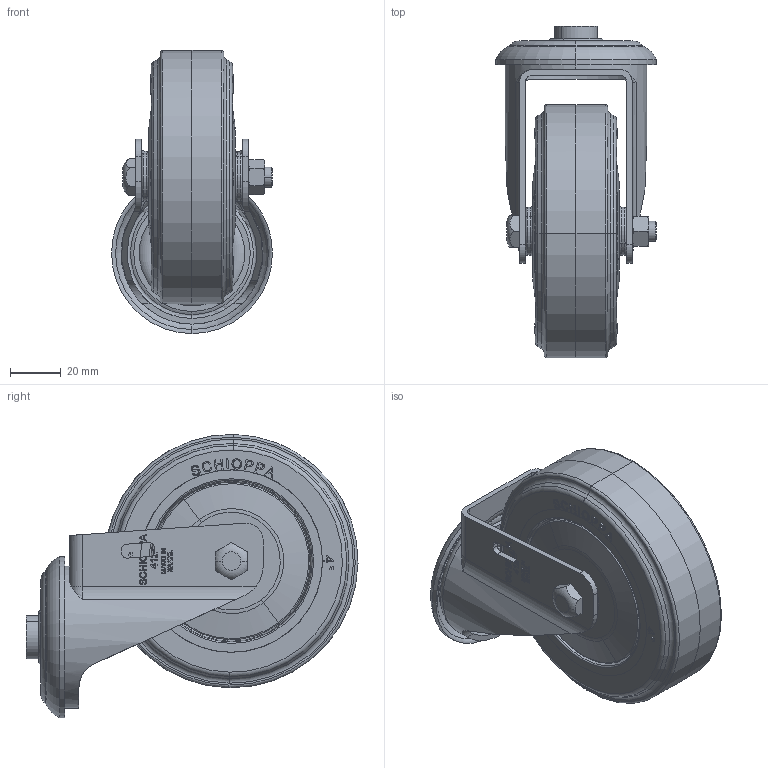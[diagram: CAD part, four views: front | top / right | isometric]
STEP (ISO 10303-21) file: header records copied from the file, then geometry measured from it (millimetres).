
FILE_DESCRIPTION (( 'STEP AP203' ), '1' );
FILE_NAME ('GLES10 412 UPE.STEP', '2020-12-09T13:19:37', ( 'User' ), ( '' ), 'SwSTEP 2.0', 'SolidWorks 2020', '' );
FILE_SCHEMA (( 'CONFIG_CONTROL_DESIGN' ));
Length unit declared in the file: millimetre
Products named in the file (6): R 412 BPE NPE NTE SPE TBE TPE UPE; Bucha furo 10 mm - DRD; SC GLE 412; SC GERAL 412_GLES; GLES10 412 UPE; SC EIXO 312
Assembly tree (5 placements, depth 3):
  GLES10 412 UPE
    SC GERAL 412_GLES
      SC GLE 412
    SC EIXO 312
    R 412 BPE NPE NTE SPE TBE TPE UPE
    Bucha furo 10 mm - DRD
Bounding box: 63.5 x 130.99 x 111.74 mm (x, y, z)
Volume: 229113.7 mm3; surface area: 132729.9 mm2
Topology: 64 solids, 64 shells, 2934 faces, 7856 edges, 4991 vertices
Faces by surface type: plane 1210, cylinder 613, torus 417, bspline 390, sphere 200, cone 104
Entity records: 114469 total; most frequent: CARTESIAN_POINT 45114, ORIENTED_EDGE 15126, DIRECTION 13133, EDGE_CURVE 7563, VERTEX_POINT 4835, AXIS2_PLACEMENT_3D 4765, VECTOR 3603, LINE 3603
